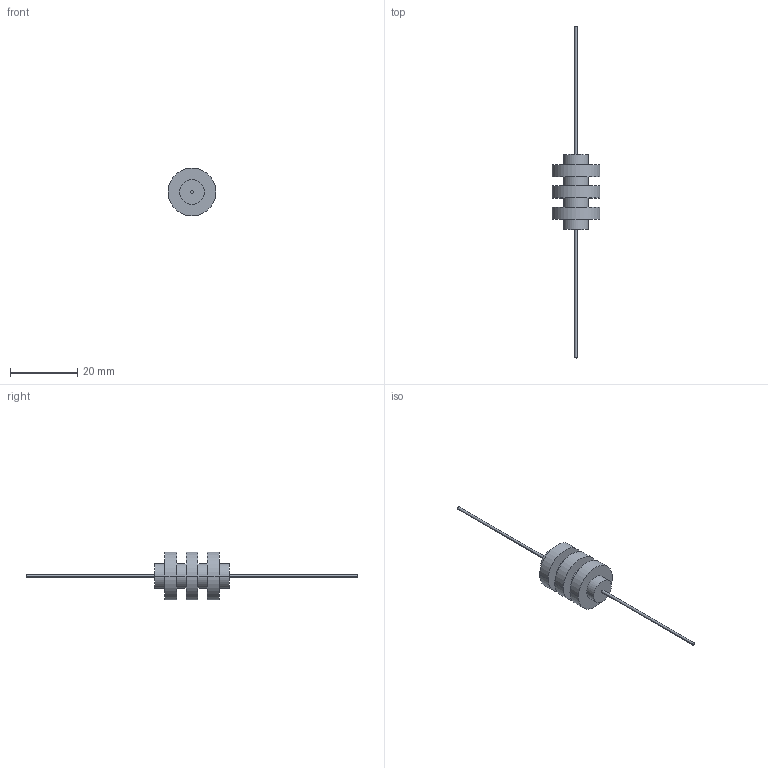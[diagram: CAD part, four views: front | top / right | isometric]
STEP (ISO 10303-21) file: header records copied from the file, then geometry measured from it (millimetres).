
FILE_DESCRIPTION((''),'2;1');
FILE_NAME('4662-RC','2012-08-24T',('ryans'),('Bourns, Inc.'),'PRO/ENGINEER BY PARAMETRIC TECHNOLOGY CORPORATION, 2010100','PRO/ENGINEER BY PARAMETRIC TECHNOLOGY CORPORATION, 2010100','');
FILE_SCHEMA(('CONFIG_CONTROL_DESIGN'));
Length unit declared in the file: inch
Products named in the file (1): 4662-RC
Bounding box: 14.22 x 98.42 x 14.22 mm (x, y, z)
Volume: 2227.2 mm3; surface area: 1721.7 mm2
Topology: 1 solids, 1 shells, 28 faces, 54 edges, 36 vertices
Faces by surface type: cylinder 18, plane 10
Entity records: 774 total; most frequent: DIRECTION 146, CARTESIAN_POINT 118, ORIENTED_EDGE 108, AXIS2_PLACEMENT_3D 64, EDGE_CURVE 54, VERTEX_POINT 36, EDGE_LOOP 36, CIRCLE 36
